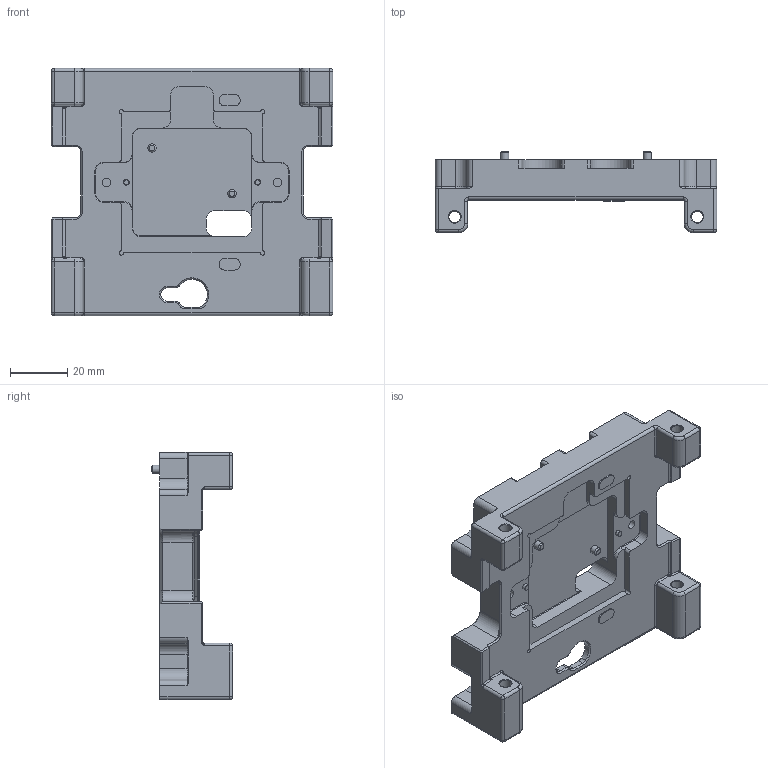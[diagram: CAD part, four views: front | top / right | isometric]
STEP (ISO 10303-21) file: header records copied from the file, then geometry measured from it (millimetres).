
FILE_DESCRIPTION(/* description */ (''),/* implementation_level */ '2;1');
FILE_NAME(/* name */ 'CAD CLP-2348-2050 MEA Headstage Base.step',/* time_stamp */ '2024-07-03T14:15:55+10:00',/* author */ (''),/* organization */ (''),/* preprocessor_version */ 'ST-DEVELOPER v20',/* originating_system */ 'Autodesk Translation Framework v13.14.0.145',/* authorisation */ '');
FILE_SCHEMA (('AUTOMOTIVE_DESIGN { 1 0 10303 214 3 1 1 }'));
Length unit declared in the file: millimetre
Products named in the file (1): CAD CLP-2348-2050 MEA Headstage Base
Bounding box: 98.6 x 28.5 x 86.6 mm (x, y, z)
Volume: 85745.7 mm3; surface area: 28373.7 mm2
Topology: 1 solids, 1 shells, 495 faces, 1235 edges, 740 vertices
Faces by surface type: cylinder 202, plane 153, torus 55, cone 53, bspline 24, sphere 8
Full cylindrical faces by diameter (mm): 2 x2, 2.5 x8, 2.9 x4, 3 x4, 4 x6, 4.2 x4
Entity records: 15775 total; most frequent: CARTESIAN_POINT 3885, DIRECTION 2603, ORIENTED_EDGE 2422, EDGE_CURVE 1211, AXIS2_PLACEMENT_3D 994, VERTEX_POINT 740, LINE 615, VECTOR 615
